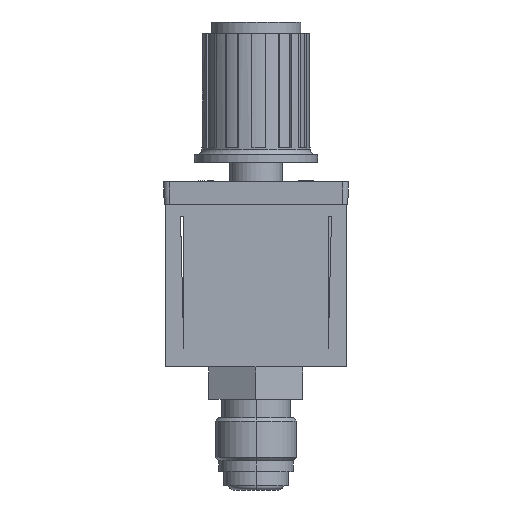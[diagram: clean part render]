
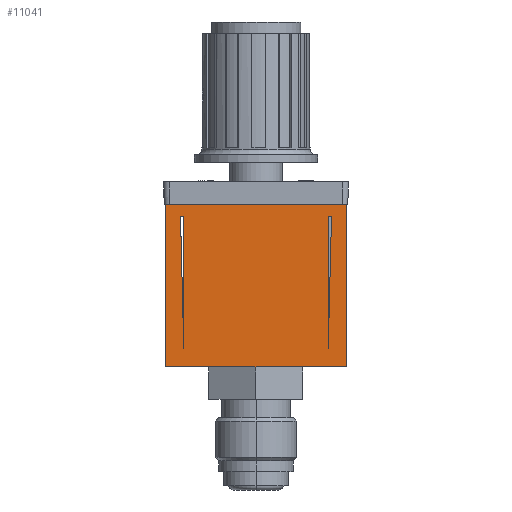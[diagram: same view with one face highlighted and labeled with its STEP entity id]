
A CAD part, front view. The second image highlights one B-rep face of the part: STEP entity #11041.
In plain terms, the highlighted planar face has unit normal (0, -1, 0).
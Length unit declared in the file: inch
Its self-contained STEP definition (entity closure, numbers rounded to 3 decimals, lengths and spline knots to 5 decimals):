
#174 = CARTESIAN_POINT ( 'NONE',  ( -0.62417, 0., 0.5 ) ) ;
#399 = LINE ( 'NONE', #3994, #13172 ) ;
#492 = CARTESIAN_POINT ( 'NONE',  ( 0.5225, 0., 0.415 ) ) ;
#574 = ORIENTED_EDGE ( 'NONE', *, *, #8835, .F. ) ;
#644 = DIRECTION ( 'NONE',  ( 0., 1., 0. ) ) ;
#668 = VECTOR ( 'NONE', #11932, 39.37008 ) ;
#764 = EDGE_CURVE ( 'NONE', #4735, #10774, #11168, .T. ) ;
#1089 = CARTESIAN_POINT ( 'NONE',  ( 0.625, 0., -0.625 ) ) ;
#1548 = VERTEX_POINT ( 'NONE', #10521 ) ;
#1596 = CARTESIAN_POINT ( 'NONE',  ( 0.625, 0., 0.5 ) ) ;
#1843 = EDGE_CURVE ( 'NONE', #12476, #11645, #399, .T. ) ;
#2360 = EDGE_CURVE ( 'NONE', #9417, #12271, #12925, .T. ) ;
#2378 = EDGE_CURVE ( 'NONE', #1548, #5105, #2837, .T. ) ;
#2734 = VECTOR ( 'NONE', #8736, 39.37008 ) ;
#2837 = LINE ( 'NONE', #5331, #7468 ) ;
#2867 = CARTESIAN_POINT ( 'NONE',  ( 0.5225, 0., 0.415 ) ) ;
#2892 = EDGE_CURVE ( 'NONE', #15896, #12476, #15492, .T. ) ;
#3017 = DIRECTION ( 'NONE',  ( 0., 0., 1. ) ) ;
#3325 = CARTESIAN_POINT ( 'NONE',  ( -0.625, 0., -0.625 ) ) ;
#3366 = ORIENTED_EDGE ( 'NONE', *, *, #9653, .F. ) ;
#3485 = EDGE_CURVE ( 'NONE', #5105, #5384, #10468, .T. ) ;
#3567 = LINE ( 'NONE', #3325, #668 ) ;
#3786 = CARTESIAN_POINT ( 'NONE',  ( 0.62417, 0., 0.5 ) ) ;
#3839 = VECTOR ( 'NONE', #4509, 39.37008 ) ;
#3994 = CARTESIAN_POINT ( 'NONE',  ( 0.625, 0., -0.625 ) ) ;
#4509 = DIRECTION ( 'NONE',  ( 0., 0., -1. ) ) ;
#4579 = EDGE_LOOP ( 'NONE', ( #13875, #3366, #7374 ) ) ;
#4603 = CARTESIAN_POINT ( 'NONE',  ( -0.5, 0., 0.5 ) ) ;
#4647 = VERTEX_POINT ( 'NONE', #9595 ) ;
#4735 = VERTEX_POINT ( 'NONE', #10902 ) ;
#5069 = VECTOR ( 'NONE', #6095, 39.37008 ) ;
#5105 = VERTEX_POINT ( 'NONE', #174 ) ;
#5331 = CARTESIAN_POINT ( 'NONE',  ( 0.625, 0., 0.5 ) ) ;
#5384 = VERTEX_POINT ( 'NONE', #3786 ) ;
#5490 = CARTESIAN_POINT ( 'NONE',  ( 0.4993, 0., 0.415 ) ) ;
#5800 = CARTESIAN_POINT ( 'NONE',  ( 0.625, 0., -0.625 ) ) ;
#5938 = CARTESIAN_POINT ( 'NONE',  ( -0.4993, 0., 0.415 ) ) ;
#6030 = EDGE_LOOP ( 'NONE', ( #14706, #13443, #7582, #10166, #9985, #10201 ) ) ;
#6062 = CARTESIAN_POINT ( 'NONE',  ( 0.625, 0., 0.5 ) ) ;
#6095 = DIRECTION ( 'NONE',  ( 0.025, 0., -1. ) ) ;
#6141 = DIRECTION ( 'NONE',  ( 1., 0., 0. ) ) ;
#6235 = VECTOR ( 'NONE', #10807, 39.37008 ) ;
#6427 = EDGE_CURVE ( 'NONE', #5384, #15896, #7290, .T. ) ;
#6491 = EDGE_LOOP ( 'NONE', ( #7104, #10455, #574 ) ) ;
#6658 = PLANE ( 'NONE',  #7053 ) ;
#6681 = CARTESIAN_POINT ( 'NONE',  ( -0.5, 0., -0.5 ) ) ;
#7053 = AXIS2_PLACEMENT_3D ( 'NONE', #7875, #644, #3017 ) ;
#7104 = ORIENTED_EDGE ( 'NONE', *, *, #15052, .F. ) ;
#7251 = CARTESIAN_POINT ( 'NONE',  ( -0.5225, 0., 0.415 ) ) ;
#7290 = LINE ( 'NONE', #6062, #15254 ) ;
#7374 = ORIENTED_EDGE ( 'NONE', *, *, #764, .F. ) ;
#7384 = CARTESIAN_POINT ( 'NONE',  ( 0.5, 0., -0.5 ) ) ;
#7468 = VECTOR ( 'NONE', #9097, 39.37008 ) ;
#7582 = ORIENTED_EDGE ( 'NONE', *, *, #1843, .F. ) ;
#7637 = DIRECTION ( 'NONE',  ( -1., 0., 0. ) ) ;
#7788 = CARTESIAN_POINT ( 'NONE',  ( -0.625, 0., -0.625 ) ) ;
#7875 = CARTESIAN_POINT ( 'NONE',  ( 0., 0., -0.625 ) ) ;
#8263 = LINE ( 'NONE', #4603, #6235 ) ;
#8736 = DIRECTION ( 'NONE',  ( 0., 0., -1. ) ) ;
#8821 = LINE ( 'NONE', #13857, #2734 ) ;
#8835 = EDGE_CURVE ( 'NONE', #14596, #9417, #11655, .T. ) ;
#8929 = DIRECTION ( 'NONE',  ( 1., 0., 0. ) ) ;
#9097 = DIRECTION ( 'NONE',  ( 1., 0., 0. ) ) ;
#9216 = DIRECTION ( 'NONE',  ( 0.025, 0., 1. ) ) ;
#9357 = CARTESIAN_POINT ( 'NONE',  ( 0.5, 0., 0.415 ) ) ;
#9417 = VERTEX_POINT ( 'NONE', #2867 ) ;
#9595 = CARTESIAN_POINT ( 'NONE',  ( -0.5, 0., 0.415 ) ) ;
#9653 = EDGE_CURVE ( 'NONE', #10774, #4647, #8263, .T. ) ;
#9985 = ORIENTED_EDGE ( 'NONE', *, *, #6427, .F. ) ;
#10166 = ORIENTED_EDGE ( 'NONE', *, *, #2892, .F. ) ;
#10201 = ORIENTED_EDGE ( 'NONE', *, *, #3485, .F. ) ;
#10330 = VECTOR ( 'NONE', #7637, 39.37008 ) ;
#10455 = ORIENTED_EDGE ( 'NONE', *, *, #2360, .F. ) ;
#10468 = LINE ( 'NONE', #1596, #12874 ) ;
#10521 = CARTESIAN_POINT ( 'NONE',  ( -0.625, 0., 0.5 ) ) ;
#10774 = VERTEX_POINT ( 'NONE', #6681 ) ;
#10807 = DIRECTION ( 'NONE',  ( 0., 0., 1. ) ) ;
#10902 = CARTESIAN_POINT ( 'NONE',  ( -0.5225, 0., 0.415 ) ) ;
#10941 = VECTOR ( 'NONE', #9216, 39.37008 ) ;
#11041 = ADVANCED_FACE ( 'NONE', ( #11795, #15363, #14069 ), #6658, .F. ) ;
#11168 = LINE ( 'NONE', #7251, #5069 ) ;
#11608 = CARTESIAN_POINT ( 'NONE',  ( 0.625, 0., 0.5 ) ) ;
#11645 = VERTEX_POINT ( 'NONE', #7788 ) ;
#11655 = LINE ( 'NONE', #492, #10941 ) ;
#11716 = DIRECTION ( 'NONE',  ( -1., 0., 0. ) ) ;
#11795 = FACE_OUTER_BOUND ( 'NONE', #6030, .T. ) ;
#11932 = DIRECTION ( 'NONE',  ( 0., 0., 1. ) ) ;
#11967 = DIRECTION ( 'NONE',  ( -1., 0., 0. ) ) ;
#12271 = VERTEX_POINT ( 'NONE', #9357 ) ;
#12476 = VERTEX_POINT ( 'NONE', #1089 ) ;
#12858 = VECTOR ( 'NONE', #11967, 39.37008 ) ;
#12874 = VECTOR ( 'NONE', #8929, 39.37008 ) ;
#12925 = LINE ( 'NONE', #5490, #10330 ) ;
#13172 = VECTOR ( 'NONE', #11716, 39.37008 ) ;
#13443 = ORIENTED_EDGE ( 'NONE', *, *, #15951, .F. ) ;
#13857 = CARTESIAN_POINT ( 'NONE',  ( 0.5, 0., 0.5 ) ) ;
#13875 = ORIENTED_EDGE ( 'NONE', *, *, #15242, .F. ) ;
#14069 = FACE_BOUND ( 'NONE', #6491, .T. ) ;
#14491 = LINE ( 'NONE', #5938, #12858 ) ;
#14596 = VERTEX_POINT ( 'NONE', #7384 ) ;
#14706 = ORIENTED_EDGE ( 'NONE', *, *, #2378, .F. ) ;
#15052 = EDGE_CURVE ( 'NONE', #12271, #14596, #8821, .T. ) ;
#15242 = EDGE_CURVE ( 'NONE', #4647, #4735, #14491, .T. ) ;
#15254 = VECTOR ( 'NONE', #6141, 39.37008 ) ;
#15363 = FACE_BOUND ( 'NONE', #4579, .T. ) ;
#15492 = LINE ( 'NONE', #5800, #3839 ) ;
#15896 = VERTEX_POINT ( 'NONE', #11608 ) ;
#15951 = EDGE_CURVE ( 'NONE', #11645, #1548, #3567, .T. ) ;
